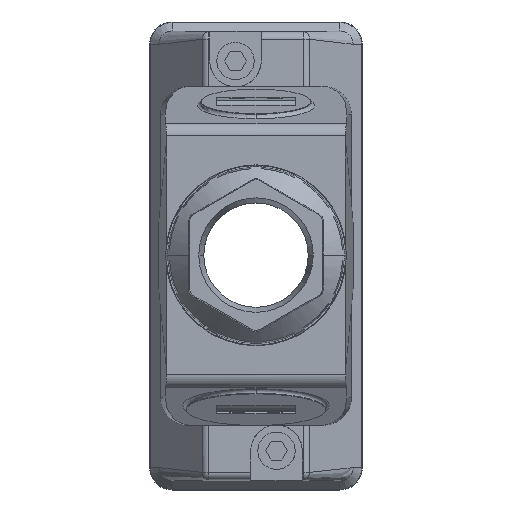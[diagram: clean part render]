
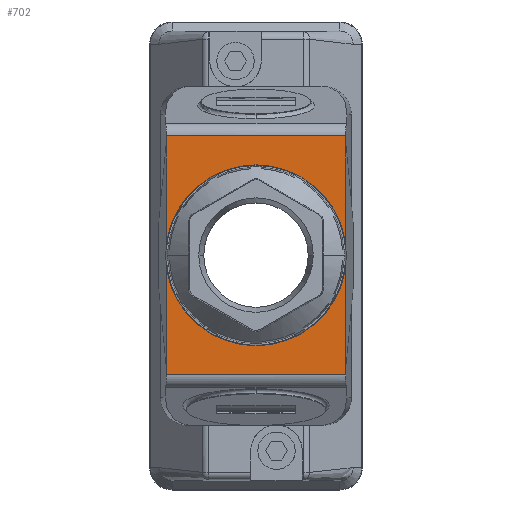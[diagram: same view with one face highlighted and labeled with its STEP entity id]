
A CAD part, top view. The second image highlights one B-rep face of the part: STEP entity #702.
In plain terms, the highlighted planar face has unit normal (0, 0, 1).
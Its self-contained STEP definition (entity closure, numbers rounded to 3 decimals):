
#656=AXIS2_PLACEMENT_3D('Plane Axis2P3D',#653,#654,#655) ;
#678=AXIS2_PLACEMENT_3D('Circle Axis2P3D',#676,#677,$) ;
#687=AXIS2_PLACEMENT_3D('Circle Axis2P3D',#685,#686,$) ;
#694=AXIS2_PLACEMENT_3D('Circle Axis2P3D',#692,#693,$) ;
#123=CARTESIAN_POINT('Vertex',(52.61,94.789,95.)) ;
#126=CARTESIAN_POINT('Line Origine',(52.61,62.75,95.)) ;
#130=CARTESIAN_POINT('Vertex',(52.61,30.711,95.)) ;
#631=CARTESIAN_POINT('Line Origine',(28.5,94.789,95.)) ;
#635=CARTESIAN_POINT('Vertex',(4.39,94.789,95.)) ;
#653=CARTESIAN_POINT('Axis2P3D Location',(61.479,139.541,95.)) ;
#658=CARTESIAN_POINT('Line Origine',(4.39,62.75,95.)) ;
#662=CARTESIAN_POINT('Vertex',(4.39,30.711,95.)) ;
#665=CARTESIAN_POINT('Line Origine',(28.5,30.711,95.)) ;
#676=CARTESIAN_POINT('Axis2P3D Location',(28.5,62.75,95.)) ;
#680=CARTESIAN_POINT('Vertex',(10.097,52.125,95.)) ;
#682=CARTESIAN_POINT('Vertex',(25.596,83.801,95.)) ;
#685=CARTESIAN_POINT('Axis2P3D Location',(28.5,62.75,95.)) ;
#689=CARTESIAN_POINT('Vertex',(46.903,73.375,95.)) ;
#692=CARTESIAN_POINT('Axis2P3D Location',(28.5,62.75,95.)) ;
#127=DIRECTION('Vector Direction',(0.,-1.,0.)) ;
#632=DIRECTION('Vector Direction',(-1.,0.,0.)) ;
#654=DIRECTION('Axis2P3D Direction',(0.,0.,-1.)) ;
#655=DIRECTION('Axis2P3D XDirection',(-1.,0.,0.)) ;
#659=DIRECTION('Vector Direction',(0.,1.,0.)) ;
#666=DIRECTION('Vector Direction',(1.,0.,0.)) ;
#677=DIRECTION('Axis2P3D Direction',(0.,0.,-1.)) ;
#686=DIRECTION('Axis2P3D Direction',(0.,0.,-1.)) ;
#693=DIRECTION('Axis2P3D Direction',(0.,0.,-1.)) ;
#128=VECTOR('Line Direction',#127,1.) ;
#633=VECTOR('Line Direction',#632,1.) ;
#660=VECTOR('Line Direction',#659,1.) ;
#667=VECTOR('Line Direction',#666,1.) ;
#671=ORIENTED_EDGE('',*,*,#637,.F.) ;
#672=ORIENTED_EDGE('',*,*,#664,.F.) ;
#673=ORIENTED_EDGE('',*,*,#669,.T.) ;
#674=ORIENTED_EDGE('',*,*,#132,.F.) ;
#698=ORIENTED_EDGE('',*,*,#684,.T.) ;
#699=ORIENTED_EDGE('',*,*,#691,.T.) ;
#700=ORIENTED_EDGE('',*,*,#696,.T.) ;
#701=FACE_BOUND('',#697,.T.) ;
#702=ADVANCED_FACE('MANIFOLD_SOLID_BREP #200390',(#675,#701),#657,.F.) ;
#679=CIRCLE('generated circle',#678,21.25) ;
#688=CIRCLE('generated circle',#687,21.25) ;
#695=CIRCLE('generated circle',#694,21.25) ;
#132=EDGE_CURVE('',#124,#131,#129,.T.) ;
#637=EDGE_CURVE('',#636,#124,#634,.F.) ;
#664=EDGE_CURVE('',#663,#636,#661,.T.) ;
#669=EDGE_CURVE('',#663,#131,#668,.T.) ;
#684=EDGE_CURVE('',#681,#683,#679,.T.) ;
#691=EDGE_CURVE('',#683,#690,#688,.T.) ;
#696=EDGE_CURVE('',#690,#681,#695,.T.) ;
#670=EDGE_LOOP('',(#671,#672,#673,#674)) ;
#697=EDGE_LOOP('',(#698,#699,#700)) ;
#675=FACE_OUTER_BOUND('',#670,.T.) ;
#129=LINE('Line',#126,#128) ;
#634=LINE('Line',#631,#633) ;
#661=LINE('Line',#658,#660) ;
#668=LINE('Line',#665,#667) ;
#657=PLANE('',#656) ;
#124=VERTEX_POINT('',#123) ;
#131=VERTEX_POINT('',#130) ;
#636=VERTEX_POINT('',#635) ;
#663=VERTEX_POINT('',#662) ;
#681=VERTEX_POINT('',#680) ;
#683=VERTEX_POINT('',#682) ;
#690=VERTEX_POINT('',#689) ;
